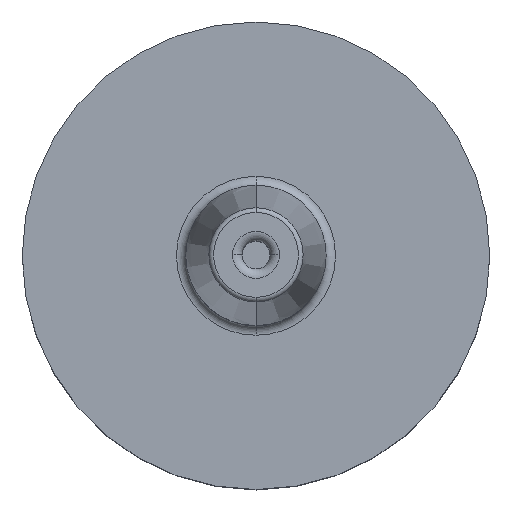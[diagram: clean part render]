
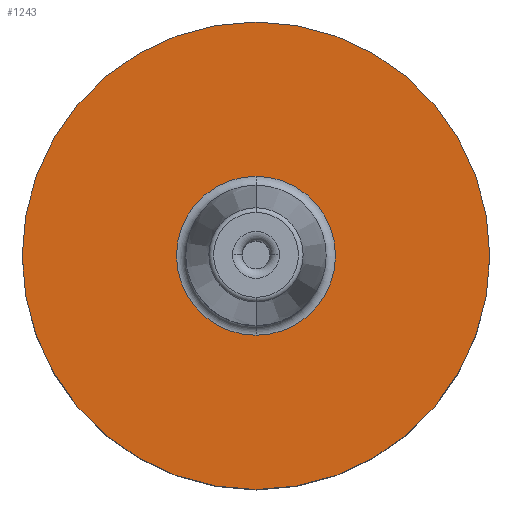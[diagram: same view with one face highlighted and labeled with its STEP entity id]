
A CAD part, top view. The second image highlights one B-rep face of the part: STEP entity #1243.
In plain terms, the highlighted planar face has unit normal (0, 0, 1).
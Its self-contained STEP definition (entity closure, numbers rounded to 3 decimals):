
#376=CARTESIAN_POINT('',(0.,0.,25.95));
#377=DIRECTION('',(0.,0.,1.));
#378=DIRECTION('',(0.,-1.,0.));
#379=AXIS2_PLACEMENT_3D('',#376,#377,#378);
#384=CARTESIAN_POINT('',(0.,0.,25.95));
#385=DIRECTION('',(0.,0.,1.));
#386=DIRECTION('',(0.,1.,0.));
#387=AXIS2_PLACEMENT_3D('',#384,#385,#386);
#392=CARTESIAN_POINT('',(0.,0.,25.95));
#393=DIRECTION('',(0.,0.,1.));
#394=DIRECTION('',(0.,1.,0.));
#395=AXIS2_PLACEMENT_3D('',#392,#393,#394);
#400=CARTESIAN_POINT('',(0.,0.,25.95));
#401=DIRECTION('',(0.,0.,-1.));
#402=DIRECTION('',(0.,1.,0.));
#403=AXIS2_PLACEMENT_3D('',#400,#401,#402);
#794=CARTESIAN_POINT('',(0.,8.5,25.95));
#795=VERTEX_POINT('',#794);
#796=CARTESIAN_POINT('',(0.,-8.5,25.95));
#797=VERTEX_POINT('',#796);
#874=CARTESIAN_POINT('',(0.,-25.,25.95));
#875=CARTESIAN_POINT('',(0.,25.,25.95));
#876=VERTEX_POINT('',#874);
#877=VERTEX_POINT('',#875);
#1228=CARTESIAN_POINT('',(0.,0.,25.95));
#1229=DIRECTION('',(0.,0.,1.));
#1230=DIRECTION('',(0.,1.,0.));
#1231=AXIS2_PLACEMENT_3D('',#1228,#1229,#1230);
#1232=PLANE('',#1231);
#1233=ORIENTED_EDGE('',*,*,#911,.F.);
#1234=ORIENTED_EDGE('',*,*,#969,.F.);
#1235=EDGE_LOOP('',(#1233,#1234));
#1236=FACE_OUTER_BOUND('',#1235,.F.);
#1238=ORIENTED_EDGE('',*,*,#1237,.T.);
#1240=ORIENTED_EDGE('',*,*,#1239,.F.);
#1241=EDGE_LOOP('',(#1238,#1240));
#1242=FACE_BOUND('',#1241,.F.);
#1243=ADVANCED_FACE('',(#1236,#1242),#1232,.T.);
#380=CIRCLE('',#379,25.);
#388=CIRCLE('',#387,25.);
#396=CIRCLE('',#395,8.5);
#404=CIRCLE('',#403,8.5);
#911=EDGE_CURVE('',#876,#877,#380,.T.);
#969=EDGE_CURVE('',#877,#876,#388,.T.);
#1237=EDGE_CURVE('',#795,#797,#396,.T.);
#1239=EDGE_CURVE('',#795,#797,#404,.T.);
